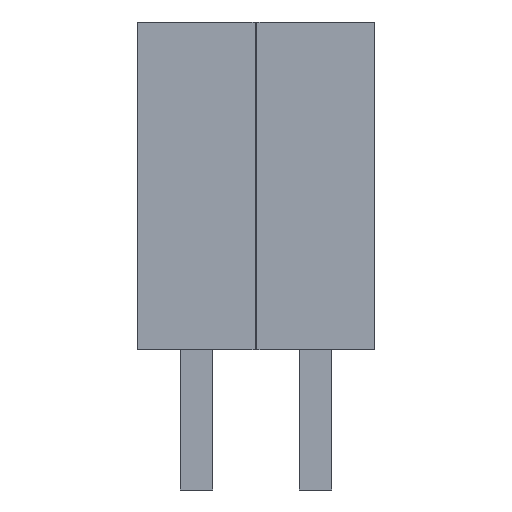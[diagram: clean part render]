
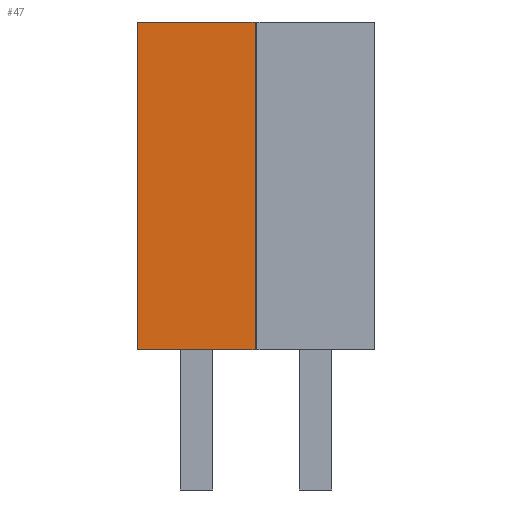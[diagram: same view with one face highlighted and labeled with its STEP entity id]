
A CAD part, left-side view. The second image highlights one B-rep face of the part: STEP entity #47.
In plain terms, the highlighted planar face has unit normal (-1, 0, 0).
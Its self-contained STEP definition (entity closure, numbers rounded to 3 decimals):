
#13=DIRECTION('',(0.,0.,1.));
#14=DIRECTION('',(1.,0.,0.));
#47=ADVANCED_FACE('',(#48),#73,.F.);
#48=FACE_BOUND('',#49,.F.);
#49=EDGE_LOOP('',(#50,#58,#65,#70));
#50=ORIENTED_EDGE('',*,*,#51,.F.);
#51=EDGE_CURVE('',#52,#54,#56,.T.);
#52=VERTEX_POINT('',#53);
#53=CARTESIAN_POINT('',(-1.27,-1.271,0.));
#54=VERTEX_POINT('',#55);
#55=CARTESIAN_POINT('',(-1.27,-1.271,7.));
#56=LINE('',#53,#57);
#57=VECTOR('',#13,1.);
#58=ORIENTED_EDGE('',*,*,#59,.T.);
#59=EDGE_CURVE('',#52,#60,#62,.T.);
#60=VERTEX_POINT('',#61);
#61=CARTESIAN_POINT('',(-1.27,1.271,0.));
#62=LINE('',#53,#63);
#63=VECTOR('',#64,1.);
#64=DIRECTION('',(0.,1.,0.));
#65=ORIENTED_EDGE('',*,*,#66,.T.);
#66=EDGE_CURVE('',#60,#67,#69,.T.);
#67=VERTEX_POINT('',#68);
#68=CARTESIAN_POINT('',(-1.27,1.271,7.));
#69=LINE('',#61,#57);
#70=ORIENTED_EDGE('',*,*,#71,.F.);
#71=EDGE_CURVE('',#54,#67,#72,.T.);
#72=LINE('',#55,#63);
#73=PLANE('',#74);
#74=AXIS2_PLACEMENT_3D('',#53,#14,#13);
